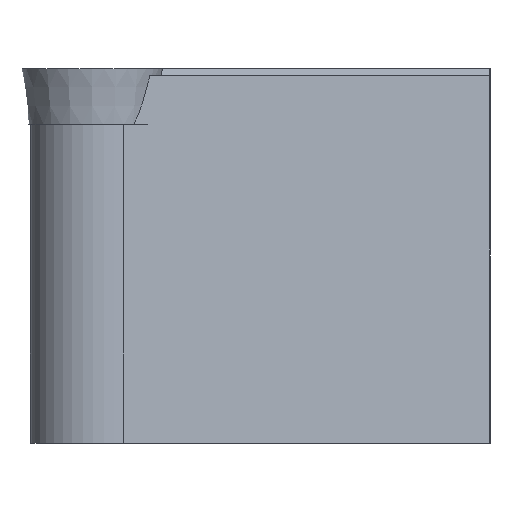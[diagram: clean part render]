
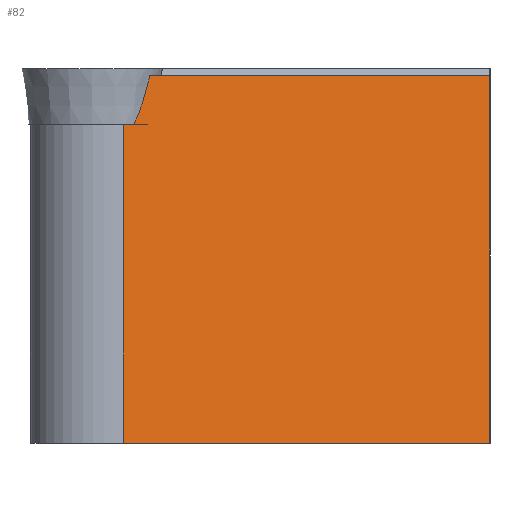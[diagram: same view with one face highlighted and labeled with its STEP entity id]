
A CAD part, left-side view. The second image highlights one B-rep face of the part: STEP entity #82.
In plain terms, the highlighted planar face has unit normal (-0.866, -0.5, 0).
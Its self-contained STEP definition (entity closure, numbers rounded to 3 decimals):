
#82=ADVANCED_FACE('',(#110),#97,.F.);
#97=PLANE('',#326);
#110=FACE_OUTER_BOUND('',#125,.T.);
#125=EDGE_LOOP('',(#200,#201,#202,#203,#204,#205));
#145=LINE('',#445,#170);
#146=LINE('',#462,#171);
#147=LINE('',#463,#172);
#148=LINE('',#465,#173);
#149=LINE('',#467,#174);
#170=VECTOR('',#359,1.);
#171=VECTOR('',#362,1.);
#172=VECTOR('',#363,1.);
#173=VECTOR('',#364,1.);
#174=VECTOR('',#365,1.);
#200=ORIENTED_EDGE('',*,*,#293,.F.);
#201=ORIENTED_EDGE('',*,*,#294,.F.);
#202=ORIENTED_EDGE('',*,*,#292,.T.);
#203=ORIENTED_EDGE('',*,*,#295,.F.);
#204=ORIENTED_EDGE('',*,*,#296,.F.);
#205=ORIENTED_EDGE('',*,*,#297,.F.);
#266=VERTEX_POINT('',#442);
#267=VERTEX_POINT('',#444);
#268=VERTEX_POINT('',#460);
#269=VERTEX_POINT('',#461);
#270=VERTEX_POINT('',#464);
#271=VERTEX_POINT('',#466);
#292=EDGE_CURVE('',#266,#267,#145,.T.);
#293=EDGE_CURVE('',#268,#269,#320,.T.);
#294=EDGE_CURVE('',#266,#268,#146,.T.);
#295=EDGE_CURVE('',#270,#267,#147,.T.);
#296=EDGE_CURVE('',#271,#270,#148,.T.);
#297=EDGE_CURVE('',#269,#271,#149,.T.);
#320=B_SPLINE_CURVE_WITH_KNOTS('',3,(#447,#448,#449,#450,#451,#452,#453,
#454,#455,#456,#457,#458,#459),.UNSPECIFIED.,.F.,.F.,(4,3,3,3,4),(0.,0.094,
0.291,0.578,1.),.UNSPECIFIED.);
#326=AXIS2_PLACEMENT_3D('',#468,#366,#367);
#359=DIRECTION('',(0.,0.,-1.));
#362=DIRECTION('',(0.5,-0.866,0.));
#363=DIRECTION('',(-0.5,0.866,0.));
#364=DIRECTION('',(0.,0.,-1.));
#365=DIRECTION('',(0.5,-0.866,0.));
#366=DIRECTION('',(0.866,0.5,0.));
#367=DIRECTION('',(0.5,-0.866,0.));
#442=CARTESIAN_POINT('',(0.698,15.671,-2.38));
#444=CARTESIAN_POINT('',(0.698,15.671,-16.));
#445=CARTESIAN_POINT('',(0.698,15.671,-35.));
#447=CARTESIAN_POINT('',(0.957,15.223,-2.38));
#448=CARTESIAN_POINT('',(0.976,15.19,-2.321));
#449=CARTESIAN_POINT('',(0.994,15.16,-2.261));
#450=CARTESIAN_POINT('',(1.01,15.131,-2.199));
#451=CARTESIAN_POINT('',(1.045,15.071,-2.07));
#452=CARTESIAN_POINT('',(1.075,15.018,-1.937));
#453=CARTESIAN_POINT('',(1.104,14.969,-1.802));
#454=CARTESIAN_POINT('',(1.145,14.897,-1.605));
#455=CARTESIAN_POINT('',(1.182,14.833,-1.404));
#456=CARTESIAN_POINT('',(1.216,14.774,-1.202));
#457=CARTESIAN_POINT('',(1.266,14.687,-0.904));
#458=CARTESIAN_POINT('',(1.311,14.609,-0.603));
#459=CARTESIAN_POINT('',(1.353,14.536,-0.3));
#460=CARTESIAN_POINT('',(0.957,15.223,-2.38));
#461=CARTESIAN_POINT('',(1.353,14.536,-0.3));
#462=CARTESIAN_POINT('',(0.698,15.671,-2.38));
#463=CARTESIAN_POINT('',(0.698,15.671,-16.));
#464=CARTESIAN_POINT('',(9.746,0.,-16.));
#465=CARTESIAN_POINT('',(9.746,0.,-35.));
#466=CARTESIAN_POINT('',(9.746,0.,-0.3));
#467=CARTESIAN_POINT('',(0.698,15.671,-0.3));
#468=CARTESIAN_POINT('',(0.698,15.671,-35.));
